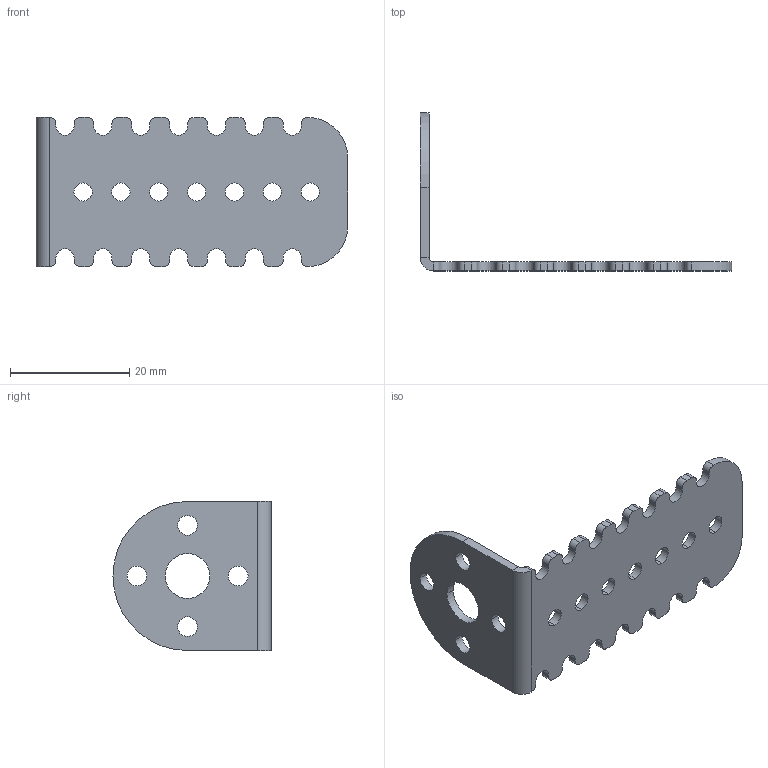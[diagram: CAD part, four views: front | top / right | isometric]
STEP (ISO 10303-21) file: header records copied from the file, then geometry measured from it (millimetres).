
FILE_DESCRIPTION (( 'STEP AP214' ), '1' );
FILE_NAME ('Pololu 25D Motor Bracket.STEP', '2021-11-12T04:59:34', ( '' ), ( '' ), 'SwSTEP 2.0', 'SolidWorks 2020', '' );
FILE_SCHEMA (( 'AUTOMOTIVE_DESIGN' ));
Length unit declared in the file: millimetre
Products named in the file (1): Pololu 25D Motor Bracket
Bounding box: 52.24 x 26.5 x 25 mm (x, y, z)
Volume: 2368.8 mm3; surface area: 3714.9 mm2
Topology: 1 solids, 1 shells, 128 faces, 370 edges, 244 vertices
Faces by surface type: cylinder 79, plane 49
Entity records: 4350 total; most frequent: DIRECTION 786, CARTESIAN_POINT 743, ORIENTED_EDGE 740, EDGE_CURVE 370, AXIS2_PLACEMENT_3D 287, VERTEX_POINT 244, VECTOR 212, LINE 212
